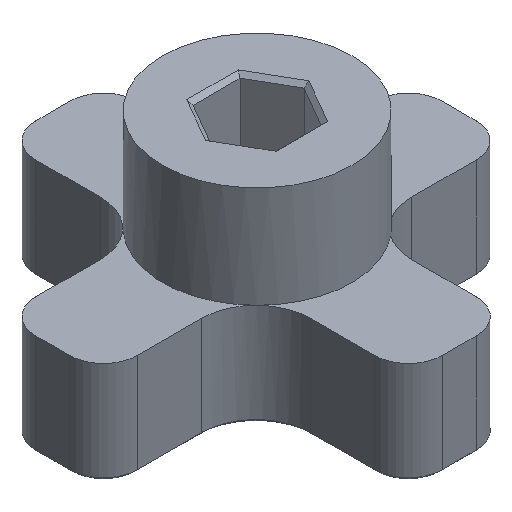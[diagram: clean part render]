
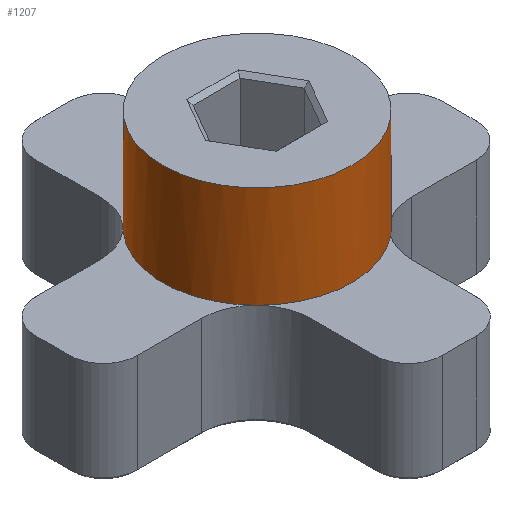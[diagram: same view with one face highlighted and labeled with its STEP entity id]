
A CAD part, isometric view. The second image highlights one B-rep face of the part: STEP entity #1207.
In plain terms, the highlighted cylindrical face has radius 14 mm (diameter 28 mm), a full revolution.
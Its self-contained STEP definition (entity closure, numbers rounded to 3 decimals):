
#300=CYLINDRICAL_SURFACE('',#1321,14.);
#314=FACE_BOUND('',#451,.T.);
#369=FACE_OUTER_BOUND('',#450,.T.);
#450=EDGE_LOOP('',(#1027,#1028,#1029,#1030,#1031));
#451=EDGE_LOOP('',(#1032));
#514=CIRCLE('',#1320,14.);
#515=CIRCLE('',#1322,14.);
#516=CIRCLE('',#1323,14.);
#517=CIRCLE('',#1324,14.);
#518=CIRCLE('',#1325,14.);
#519=CIRCLE('',#1326,14.);
#599=VERTEX_POINT('',#1948);
#616=VERTEX_POINT('',#2002);
#617=VERTEX_POINT('',#2005);
#618=VERTEX_POINT('',#2006);
#619=VERTEX_POINT('',#2008);
#620=VERTEX_POINT('',#2011);
#765=EDGE_CURVE('',#616,#616,#514,.T.);
#766=EDGE_CURVE('',#617,#618,#515,.T.);
#767=EDGE_CURVE('',#618,#619,#516,.T.);
#768=EDGE_CURVE('',#619,#599,#517,.T.);
#769=EDGE_CURVE('',#599,#620,#518,.T.);
#770=EDGE_CURVE('',#620,#617,#519,.T.);
#1027=ORIENTED_EDGE('',*,*,#766,.T.);
#1028=ORIENTED_EDGE('',*,*,#767,.T.);
#1029=ORIENTED_EDGE('',*,*,#768,.T.);
#1030=ORIENTED_EDGE('',*,*,#769,.T.);
#1031=ORIENTED_EDGE('',*,*,#770,.T.);
#1032=ORIENTED_EDGE('',*,*,#765,.F.);
#1207=ADVANCED_FACE('',(#369,#314),#300,.T.);
#1320=AXIS2_PLACEMENT_3D('',#2003,#1631,#1632);
#1321=AXIS2_PLACEMENT_3D('',#2004,#1633,#1634);
#1322=AXIS2_PLACEMENT_3D('',#2007,#1635,#1636);
#1323=AXIS2_PLACEMENT_3D('',#2009,#1637,#1638);
#1324=AXIS2_PLACEMENT_3D('',#2010,#1639,#1640);
#1325=AXIS2_PLACEMENT_3D('',#2012,#1641,#1642);
#1326=AXIS2_PLACEMENT_3D('',#2013,#1643,#1644);
#1631=DIRECTION('center_axis',(0.,0.,1.));
#1632=DIRECTION('ref_axis',(1.,0.,0.));
#1633=DIRECTION('center_axis',(0.,0.,1.));
#1634=DIRECTION('ref_axis',(1.,0.,0.));
#1635=DIRECTION('center_axis',(0.,0.,1.));
#1636=DIRECTION('ref_axis',(1.,0.,0.));
#1637=DIRECTION('center_axis',(0.,0.,1.));
#1638=DIRECTION('ref_axis',(0.765,0.645,0.));
#1639=DIRECTION('center_axis',(0.,0.,1.));
#1640=DIRECTION('ref_axis',(0.636,0.772,0.));
#1641=DIRECTION('center_axis',(0.,0.,1.));
#1642=DIRECTION('ref_axis',(-0.711,-0.703,0.));
#1643=DIRECTION('center_axis',(0.,0.,1.));
#1644=DIRECTION('ref_axis',(0.628,-0.779,0.));
#1948=CARTESIAN_POINT('',(-9.956,-9.843,0.));
#2002=CARTESIAN_POINT('',(14.,0.,15.));
#2003=CARTESIAN_POINT('Origin',(0.,0.,15.));
#2004=CARTESIAN_POINT('Origin',(0.,0.,0.));
#2005=CARTESIAN_POINT('',(10.835,-8.866,0.));
#2006=CARTESIAN_POINT('',(10.704,9.024,0.));
#2007=CARTESIAN_POINT('Origin',(0.,0.,0.));
#2008=CARTESIAN_POINT('',(8.9,10.807,0.));
#2009=CARTESIAN_POINT('Origin',(0.,0.,0.));
#2010=CARTESIAN_POINT('Origin',(0.,0.,0.));
#2011=CARTESIAN_POINT('',(8.787,-10.899,0.));
#2012=CARTESIAN_POINT('Origin',(0.,0.,0.));
#2013=CARTESIAN_POINT('Origin',(0.,0.,0.));
